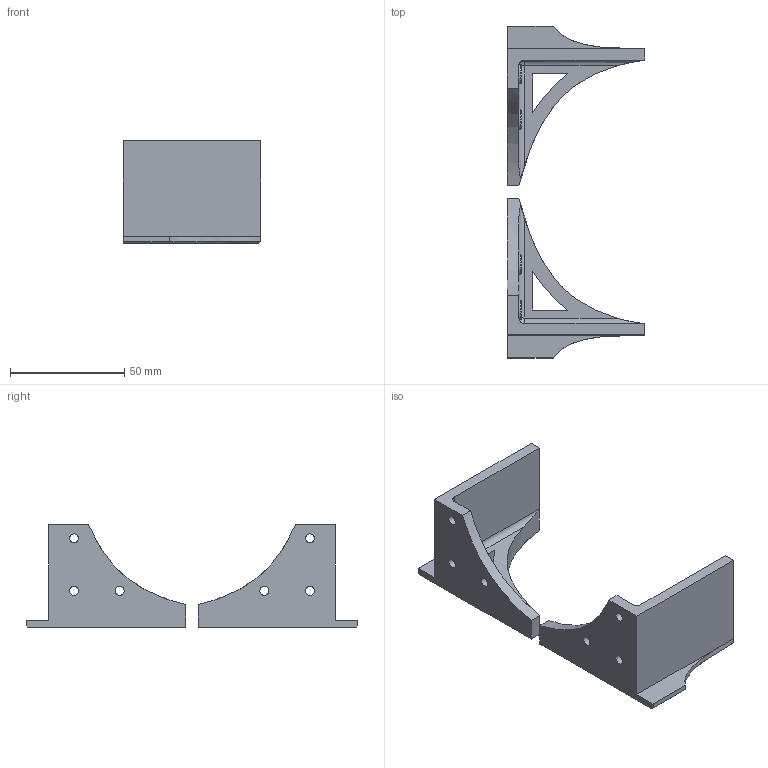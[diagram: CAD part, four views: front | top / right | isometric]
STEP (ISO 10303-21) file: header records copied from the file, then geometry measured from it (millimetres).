
FILE_DESCRIPTION(/* description */ (''),/* implementation_level */ '2;1');
FILE_NAME(/* name */ 'ShelfSupport v8.step',/* time_stamp */ '2018-10-19T23:47:15+02:00',/* author */ ('bram.vaessen'),/* organization */ (''),/* preprocessor_version */ 'ST-DEVELOPER v17.2',/* originating_system */ 'Autodesk Translation Framework v7.6.0.251',/* authorisation */ '');
FILE_SCHEMA (('AUTOMOTIVE_DESIGN { 1 0 10303 214 3 1 1 }'));
Length unit declared in the file: millimetre
Products named in the file (1): ShelfSupport
Bounding box: 60 x 145.38 x 45 mm (x, y, z)
Volume: 56851.7 mm3; surface area: 24007.5 mm2
Topology: 2 solids, 2 shells, 90 faces, 234 edges, 148 vertices
Faces by surface type: plane 44, cylinder 18, bspline 14, cone 6, torus 6, sphere 2
Full cylindrical faces by diameter (mm): 4 x6, 8.5 x6
Entity records: 3686 total; most frequent: CARTESIAN_POINT 1533, ORIENTED_EDGE 468, DIRECTION 398, EDGE_CURVE 234, VERTEX_POINT 148, AXIS2_PLACEMENT_3D 143, LINE 112, VECTOR 112
